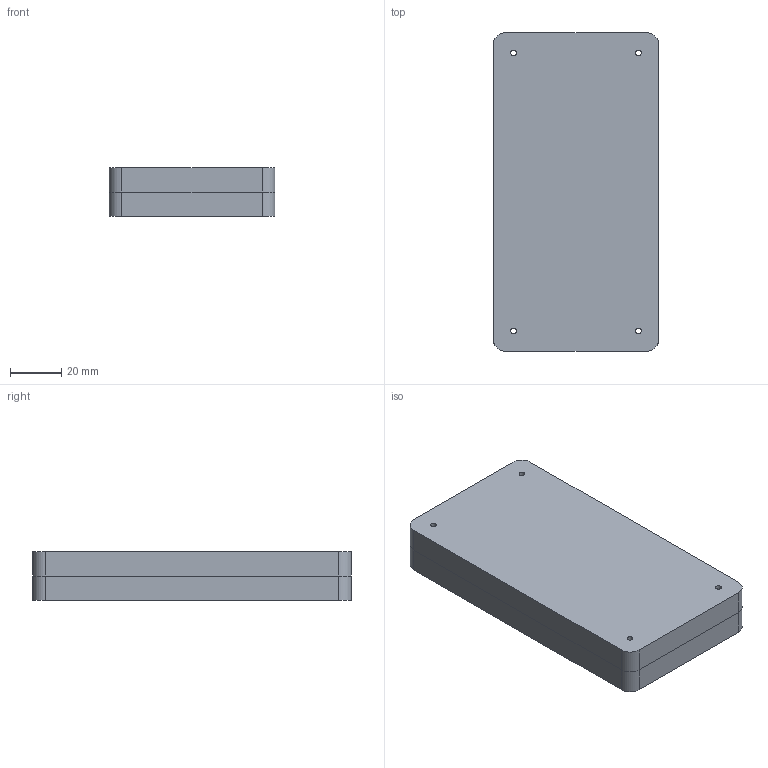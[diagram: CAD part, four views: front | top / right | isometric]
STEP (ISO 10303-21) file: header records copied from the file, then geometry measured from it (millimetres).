
FILE_DESCRIPTION(/* description */ (''),/* implementation_level */ '2;1');
FILE_NAME(/* name */ 'Loop_PEEP_3Way v3.step',/* time_stamp */ '2020-04-19T20:46:06-07:00',/* author */ (''),/* organization */ (''),/* preprocessor_version */ 'ST-DEVELOPER v18',/* originating_system */ 'Autodesk Translation Framework v8.12.0.6',/* authorisation */ '');
FILE_SCHEMA (('AUTOMOTIVE_DESIGN { 1 0 10303 214 3 1 1 }'));
Length unit declared in the file: millimetre
Products named in the file (1): Loop_PEEP_3Way
Bounding box: 65 x 125 x 19.05 mm (x, y, z)
Volume: 142010.8 mm3; surface area: 41021.4 mm2
Topology: 2 solids, 2 shells, 86 faces, 265 edges, 176 vertices
Faces by surface type: plane 50, cylinder 36
Full cylindrical faces by diameter (mm): 2.261 x12, 5.41 x1, 11.113 x2, 23.416 x2
Entity records: 3112 total; most frequent: DIRECTION 544, ORIENTED_EDGE 530, CARTESIAN_POINT 528, EDGE_CURVE 265, AXIS2_PLACEMENT_3D 192, VERTEX_POINT 176, LINE 160, VECTOR 160
